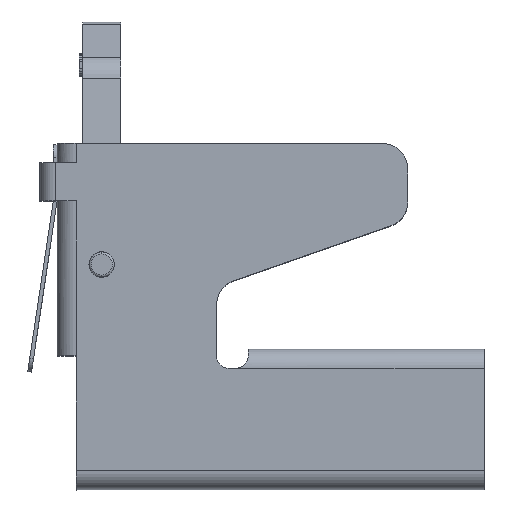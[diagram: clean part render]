
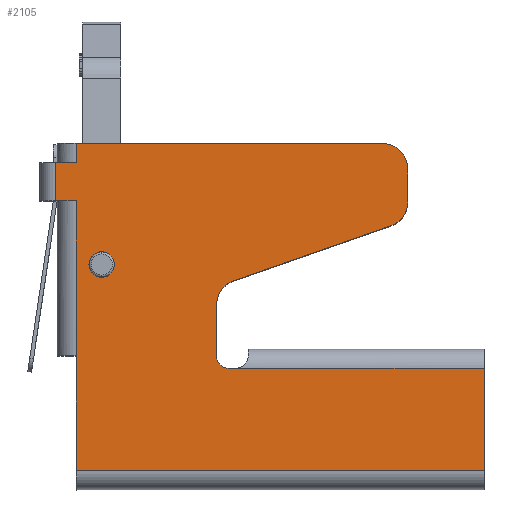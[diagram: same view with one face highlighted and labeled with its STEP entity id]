
A CAD part, top view. The second image highlights one B-rep face of the part: STEP entity #2105.
In plain terms, the highlighted planar face has unit normal (0, 0, 1).
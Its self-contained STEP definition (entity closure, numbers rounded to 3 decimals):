
#252=DIRECTION('',(-1.,0.,0.));
#253=VECTOR('',#252,64.);
#254=CARTESIAN_POINT('',(67.,3.,20.));
#255=LINE('',#254,#253);
#256=DIRECTION('',(0.,1.,0.));
#257=VECTOR('',#256,18.);
#258=CARTESIAN_POINT('',(3.,3.,20.));
#259=LINE('',#258,#257);
#260=DIRECTION('',(0.,-1.,0.));
#261=VECTOR('',#260,24.3);
#262=CARTESIAN_POINT('',(3.,45.3,20.));
#263=LINE('',#262,#261);
#264=DIRECTION('',(0.,1.,0.));
#265=VECTOR('',#264,6.);
#266=CARTESIAN_POINT('',(-0.2,45.3,20.));
#267=LINE('',#266,#265);
#268=DIRECTION('',(0.,-1.,0.));
#269=VECTOR('',#268,3.);
#270=CARTESIAN_POINT('',(3.,54.3,20.));
#271=LINE('',#270,#269);
#272=DIRECTION('',(-1.,0.,0.));
#273=VECTOR('',#272,48.);
#274=CARTESIAN_POINT('',(51.,54.3,20.));
#275=LINE('',#274,#273);
#276=CARTESIAN_POINT('',(51.,50.3,20.));
#277=DIRECTION('',(0.,0.,1.));
#278=DIRECTION('',(1.,0.,0.));
#279=AXIS2_PLACEMENT_3D('',#276,#277,#278);
#281=DIRECTION('',(0.,1.,0.));
#282=VECTOR('',#281,5.162);
#283=CARTESIAN_POINT('',(55.,45.138,20.));
#284=LINE('',#283,#282);
#285=CARTESIAN_POINT('',(51.,45.138,20.));
#286=DIRECTION('',(0.,0.,1.));
#287=DIRECTION('',(0.33,-0.944,0.));
#288=AXIS2_PLACEMENT_3D('',#285,#286,#287);
#290=DIRECTION('',(0.944,0.33,0.));
#291=VECTOR('',#290,26.109);
#292=CARTESIAN_POINT('',(27.679,32.738,20.));
#293=LINE('',#292,#291);
#294=DIRECTION('',(0.,1.,0.));
#295=VECTOR('',#294,7.962);
#296=CARTESIAN_POINT('',(25.,21.,20.));
#297=LINE('',#296,#295);
#298=DIRECTION('',(-1.,0.,0.));
#299=VECTOR('',#298,1.);
#300=CARTESIAN_POINT('',(28.,19.,20.));
#301=LINE('',#300,#299);
#302=DIRECTION('',(-1.,0.,0.));
#303=VECTOR('',#302,39.);
#304=CARTESIAN_POINT('',(67.,19.,20.));
#305=LINE('',#304,#303);
#306=DIRECTION('',(0.,1.,0.));
#307=VECTOR('',#306,16.);
#308=CARTESIAN_POINT('',(67.,3.,20.));
#309=LINE('',#308,#307);
#310=CARTESIAN_POINT('',(7.,35.3,20.));
#311=DIRECTION('',(0.,0.,-1.));
#312=DIRECTION('',(-1.,0.,0.));
#313=AXIS2_PLACEMENT_3D('',#310,#311,#312);
#315=CARTESIAN_POINT('',(7.,35.3,20.));
#316=DIRECTION('',(0.,0.,-1.));
#317=DIRECTION('',(1.,0.,0.));
#318=AXIS2_PLACEMENT_3D('',#315,#316,#317);
#358=DIRECTION('',(1.,0.,0.));
#359=VECTOR('',#358,3.2);
#360=CARTESIAN_POINT('',(-0.2,45.3,20.));
#361=LINE('',#360,#359);
#420=DIRECTION('',(1.,0.,0.));
#421=VECTOR('',#420,3.2);
#422=CARTESIAN_POINT('',(-0.2,51.3,20.));
#423=LINE('',#422,#421);
#1131=CARTESIAN_POINT('',(29.,28.962,20.));
#1132=DIRECTION('',(0.,0.,-1.));
#1133=DIRECTION('',(-1.,0.,0.));
#1134=AXIS2_PLACEMENT_3D('',#1131,#1132,#1133);
#1175=CARTESIAN_POINT('',(27.,21.,20.));
#1176=DIRECTION('',(0.,0.,-1.));
#1177=DIRECTION('',(0.,-1.,0.));
#1178=AXIS2_PLACEMENT_3D('',#1175,#1176,#1177);
#1209=CARTESIAN_POINT('',(28.,19.,20.));
#1391=CARTESIAN_POINT('',(25.,28.962,20.));
#1392=CARTESIAN_POINT('',(27.679,32.738,20.));
#1393=VERTEX_POINT('',#1391);
#1394=VERTEX_POINT('',#1392);
#1399=CARTESIAN_POINT('',(55.,50.3,20.));
#1400=CARTESIAN_POINT('',(51.,54.3,20.));
#1401=VERTEX_POINT('',#1399);
#1402=VERTEX_POINT('',#1400);
#1407=CARTESIAN_POINT('',(52.321,41.362,20.));
#1408=CARTESIAN_POINT('',(55.,45.138,20.));
#1409=VERTEX_POINT('',#1407);
#1410=VERTEX_POINT('',#1408);
#1413=CARTESIAN_POINT('',(25.,21.,20.));
#1414=VERTEX_POINT('',#1413);
#1417=CARTESIAN_POINT('',(27.,19.,20.));
#1418=VERTEX_POINT('',#1417);
#1475=VERTEX_POINT('',#1209);
#1481=CARTESIAN_POINT('',(67.,19.,20.));
#1482=VERTEX_POINT('',#1481);
#1496=CARTESIAN_POINT('',(67.,3.,20.));
#1498=VERTEX_POINT('',#1496);
#1511=CARTESIAN_POINT('',(3.,54.3,20.));
#1513=VERTEX_POINT('',#1511);
#1532=CARTESIAN_POINT('',(3.,3.,20.));
#1533=CARTESIAN_POINT('',(3.,21.,20.));
#1534=VERTEX_POINT('',#1532);
#1535=VERTEX_POINT('',#1533);
#1601=CARTESIAN_POINT('',(-0.2,45.3,20.));
#1603=VERTEX_POINT('',#1601);
#1609=CARTESIAN_POINT('',(-0.2,51.3,20.));
#1611=VERTEX_POINT('',#1609);
#1616=CARTESIAN_POINT('',(3.,45.3,20.));
#1618=VERTEX_POINT('',#1616);
#1620=CARTESIAN_POINT('',(3.,51.3,20.));
#1622=VERTEX_POINT('',#1620);
#1648=CARTESIAN_POINT('',(5.,35.3,20.));
#1649=CARTESIAN_POINT('',(9.,35.3,20.));
#1650=VERTEX_POINT('',#1648);
#1651=VERTEX_POINT('',#1649);
#2059=CARTESIAN_POINT('',(0.,0.,20.));
#2060=DIRECTION('',(0.,0.,1.));
#2061=DIRECTION('',(1.,0.,0.));
#2062=AXIS2_PLACEMENT_3D('',#2059,#2060,#2061);
#2063=PLANE('',#2062);
#2064=ORIENTED_EDGE('',*,*,#2051,.T.);
#2065=ORIENTED_EDGE('',*,*,#1872,.T.);
#2067=ORIENTED_EDGE('',*,*,#2066,.F.);
#2069=ORIENTED_EDGE('',*,*,#2068,.F.);
#2071=ORIENTED_EDGE('',*,*,#2070,.T.);
#2073=ORIENTED_EDGE('',*,*,#2072,.T.);
#2075=ORIENTED_EDGE('',*,*,#2074,.F.);
#2077=ORIENTED_EDGE('',*,*,#2076,.F.);
#2079=ORIENTED_EDGE('',*,*,#2078,.F.);
#2081=ORIENTED_EDGE('',*,*,#2080,.F.);
#2083=ORIENTED_EDGE('',*,*,#2082,.F.);
#2085=ORIENTED_EDGE('',*,*,#2084,.F.);
#2087=ORIENTED_EDGE('',*,*,#2086,.F.);
#2089=ORIENTED_EDGE('',*,*,#2088,.F.);
#2091=ORIENTED_EDGE('',*,*,#2090,.F.);
#2093=ORIENTED_EDGE('',*,*,#2092,.F.);
#2095=ORIENTED_EDGE('',*,*,#2094,.F.);
#2096=ORIENTED_EDGE('',*,*,#2014,.F.);
#2097=EDGE_LOOP('',(#2064,#2065,#2067,#2069,#2071,#2073,#2075,#2077,#2079,#2081,
#2083,#2085,#2087,#2089,#2091,#2093,#2095,#2096));
#2098=FACE_OUTER_BOUND('',#2097,.F.);
#2100=ORIENTED_EDGE('',*,*,#2099,.F.);
#2102=ORIENTED_EDGE('',*,*,#2101,.F.);
#2103=EDGE_LOOP('',(#2100,#2102));
#2104=FACE_BOUND('',#2103,.F.);
#2105=ADVANCED_FACE('',(#2098,#2104),#2063,.T.);
#280=CIRCLE('',#279,4.);
#289=CIRCLE('',#288,4.);
#314=CIRCLE('',#313,2.);
#319=CIRCLE('',#318,2.);
#1135=CIRCLE('',#1134,4.);
#1179=CIRCLE('',#1178,2.);
#1872=EDGE_CURVE('',#1534,#1535,#259,.T.);
#2014=EDGE_CURVE('',#1498,#1482,#309,.T.);
#2051=EDGE_CURVE('',#1498,#1534,#255,.T.);
#2066=EDGE_CURVE('',#1618,#1535,#263,.T.);
#2068=EDGE_CURVE('',#1603,#1618,#361,.T.);
#2070=EDGE_CURVE('',#1603,#1611,#267,.T.);
#2072=EDGE_CURVE('',#1611,#1622,#423,.T.);
#2074=EDGE_CURVE('',#1513,#1622,#271,.T.);
#2076=EDGE_CURVE('',#1402,#1513,#275,.T.);
#2078=EDGE_CURVE('',#1401,#1402,#280,.T.);
#2080=EDGE_CURVE('',#1410,#1401,#284,.T.);
#2082=EDGE_CURVE('',#1409,#1410,#289,.T.);
#2084=EDGE_CURVE('',#1394,#1409,#293,.T.);
#2086=EDGE_CURVE('',#1393,#1394,#1135,.T.);
#2088=EDGE_CURVE('',#1414,#1393,#297,.T.);
#2090=EDGE_CURVE('',#1418,#1414,#1179,.T.);
#2092=EDGE_CURVE('',#1475,#1418,#301,.T.);
#2094=EDGE_CURVE('',#1482,#1475,#305,.T.);
#2099=EDGE_CURVE('',#1650,#1651,#314,.T.);
#2101=EDGE_CURVE('',#1651,#1650,#319,.T.);
